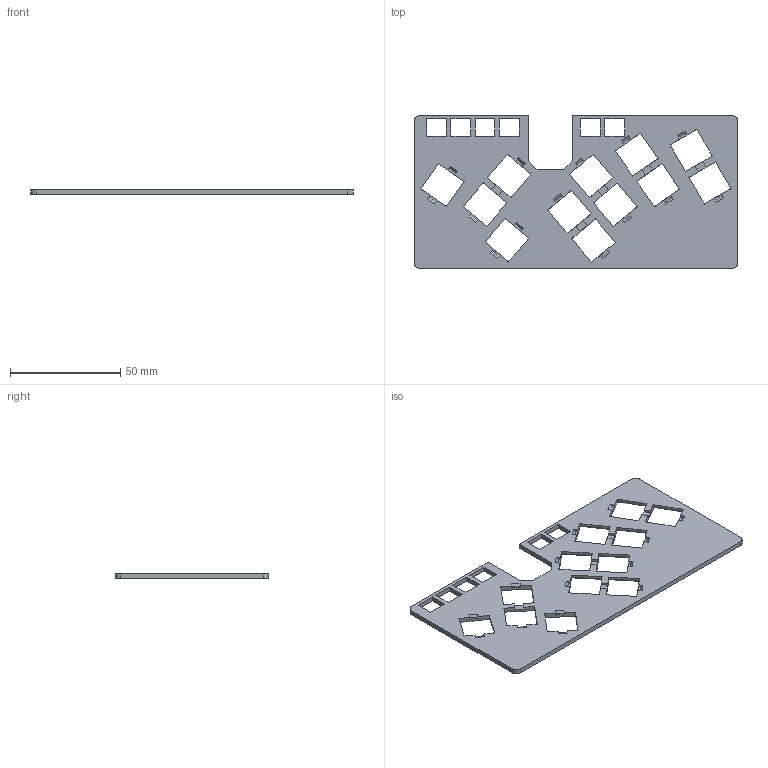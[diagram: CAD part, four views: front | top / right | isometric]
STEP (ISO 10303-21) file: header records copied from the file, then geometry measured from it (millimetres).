
FILE_DESCRIPTION(/* description */ (''),/* implementation_level */ '2;1');
FILE_NAME(/* name */ 'Switchplate.step',/* time_stamp */ '2025-10-28T09:47:41+01:00',/* author */ (''),/* organization */ (''),/* preprocessor_version */ 'ST-DEVELOPER v20.1',/* originating_system */ 'Autodesk Translation Framework v14.17.0.0',/* authorisation */ '');
FILE_SCHEMA (('AUTOMOTIVE_DESIGN { 1 0 10303 214 3 1 1 }'));
Length unit declared in the file: millimetre
Products named in the file (1): Switchplate
Bounding box: 146.3 x 69.5 x 2.2 mm (x, y, z)
Volume: 14681.8 mm3; surface area: 16821.4 mm2
Topology: 1 solids, 1 shells, 211 faces, 642 edges, 428 vertices
Faces by surface type: plane 205, cylinder 6
Entity records: 7160 total; most frequent: ORIENTED_EDGE 1284, CARTESIAN_POINT 1282, DIRECTION 1078, EDGE_CURVE 642, LINE 630, VECTOR 630, VERTEX_POINT 428, EDGE_LOOP 242
